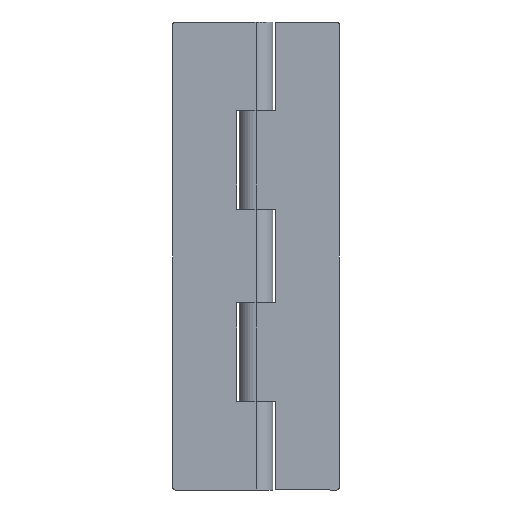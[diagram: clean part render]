
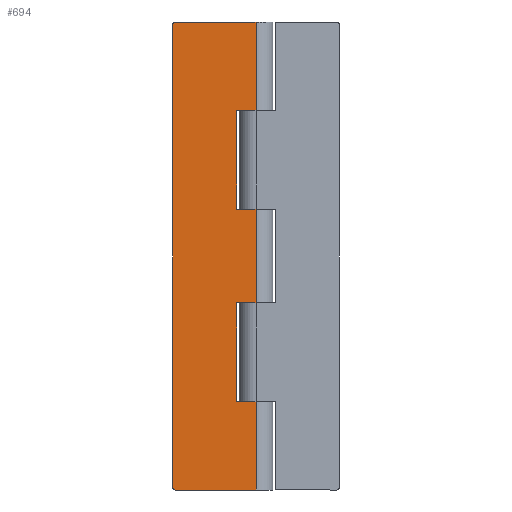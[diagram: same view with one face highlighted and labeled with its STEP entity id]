
A CAD part, front view. The second image highlights one B-rep face of the part: STEP entity #694.
In plain terms, the highlighted planar face has unit normal (0, -1, 0).
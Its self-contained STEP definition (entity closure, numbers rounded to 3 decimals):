
#141 = CARTESIAN_POINT ( 'NONE',  ( 0., -3.25, 28. ) ) ;
#251 = CARTESIAN_POINT ( 'NONE',  ( 0., -3.25, 45. ) ) ;
#295 = DIRECTION ( 'NONE',  ( 0., 0., -1. ) ) ;
#352 = VECTOR ( 'NONE', #295, 1000. ) ;
#372 = CARTESIAN_POINT ( 'NONE',  ( 0., -3.25, 45. ) ) ;
#385 = LINE ( 'NONE', #372, #352 ) ;
#517 = EDGE_CURVE ( 'NONE', #750, #607, #1360, .T. ) ;
#518 = ORIENTED_EDGE ( 'NONE', *, *, #595, .T. ) ;
#539 = VERTEX_POINT ( 'NONE', #1215 ) ;
#542 = EDGE_CURVE ( 'NONE', #588, #982, #1297, .T. ) ;
#543 = ORIENTED_EDGE ( 'NONE', *, *, #571, .T. ) ;
#544 = ORIENTED_EDGE ( 'NONE', *, *, #517, .T. ) ;
#545 = ORIENTED_EDGE ( 'NONE', *, *, #542, .T. ) ;
#546 = EDGE_CURVE ( 'NONE', #812, #587, #1416, .T. ) ;
#568 = EDGE_CURVE ( 'NONE', #539, #815, #1257, .T. ) ;
#571 = EDGE_CURVE ( 'NONE', #776, #649, #1387, .T. ) ;
#587 = VERTEX_POINT ( 'NONE', #1363 ) ;
#588 = VERTEX_POINT ( 'NONE', #1228 ) ;
#591 = ORIENTED_EDGE ( 'NONE', *, *, #596, .T. ) ;
#592 = EDGE_CURVE ( 'NONE', #607, #539, #1223, .T. ) ;
#593 = ORIENTED_EDGE ( 'NONE', *, *, #1086, .F. ) ;
#594 = ORIENTED_EDGE ( 'NONE', *, *, #592, .T. ) ;
#595 = EDGE_CURVE ( 'NONE', #587, #588, #1219, .T. ) ;
#596 = EDGE_CURVE ( 'NONE', #820, #823, #1411, .T. ) ;
#597 = ORIENTED_EDGE ( 'NONE', *, *, #822, .T. ) ;
#601 = ORIENTED_EDGE ( 'NONE', *, *, #648, .T. ) ;
#604 = ORIENTED_EDGE ( 'NONE', *, *, #752, .F. ) ;
#605 = ORIENTED_EDGE ( 'NONE', *, *, #814, .F. ) ;
#606 = ORIENTED_EDGE ( 'NONE', *, *, #546, .T. ) ;
#607 = VERTEX_POINT ( 'NONE', #1398 ) ;
#613 = ORIENTED_EDGE ( 'NONE', *, *, #568, .T. ) ;
#648 = EDGE_CURVE ( 'NONE', #649, #650, #1308, .T. ) ;
#649 = VERTEX_POINT ( 'NONE', #1304 ) ;
#650 = VERTEX_POINT ( 'NONE', #1303 ) ;
#694 = ADVANCED_FACE ( 'NONE', ( #1492 ), #1498, .F. ) ;
#750 = VERTEX_POINT ( 'NONE', #1584 ) ;
#752 = EDGE_CURVE ( 'NONE', #750, #650, #1559, .T. ) ;
#776 = VERTEX_POINT ( 'NONE', #1631 ) ;
#792 = EDGE_CURVE ( 'NONE', #820, #1084, #1661, .T. ) ;
#812 = VERTEX_POINT ( 'NONE', #1747 ) ;
#814 = EDGE_CURVE ( 'NONE', #812, #815, #1739, .T. ) ;
#815 = VERTEX_POINT ( 'NONE', #1688 ) ;
#820 = VERTEX_POINT ( 'NONE', #1686 ) ;
#822 = EDGE_CURVE ( 'NONE', #823, #776, #1767, .T. ) ;
#823 = VERTEX_POINT ( 'NONE', #1778 ) ;
#830 = EDGE_LOOP ( 'NONE', ( #899, #591, #597, #543, #601, #604, #544, #594, #613, #605, #606, #518, #545, #593 ) ) ;
#899 = ORIENTED_EDGE ( 'NONE', *, *, #792, .F. ) ;
#982 = VERTEX_POINT ( 'NONE', #141 ) ;
#1084 = VERTEX_POINT ( 'NONE', #251 ) ;
#1086 = EDGE_CURVE ( 'NONE', #1084, #982, #385, .T. ) ;
#1215 = CARTESIAN_POINT ( 'NONE',  ( -3.7, -3.25, -9. ) ) ;
#1219 = LINE ( 'NONE', #1414, #1413 ) ;
#1220 = DIRECTION ( 'NONE',  ( 0., 0., 1. ) ) ;
#1221 = VECTOR ( 'NONE', #1220, 1000. ) ;
#1222 = CARTESIAN_POINT ( 'NONE',  ( -3.7, -3.25, 45. ) ) ;
#1223 = LINE ( 'NONE', #1222, #1221 ) ;
#1228 = CARTESIAN_POINT ( 'NONE',  ( -3.7, -3.25, 28. ) ) ;
#1232 = DIRECTION ( 'NONE',  ( -1., 0., 0. ) ) ;
#1233 = VECTOR ( 'NONE', #1232, 1000. ) ;
#1234 = VECTOR ( 'NONE', #1256, 1000. ) ;
#1256 = DIRECTION ( 'NONE',  ( -1., 0., 0. ) ) ;
#1257 = LINE ( 'NONE', #1340, #1339 ) ;
#1295 = VECTOR ( 'NONE', #1417, 1000. ) ;
#1296 = CARTESIAN_POINT ( 'NONE',  ( 0., -3.25, 28. ) ) ;
#1297 = LINE ( 'NONE', #1296, #1295 ) ;
#1303 = CARTESIAN_POINT ( 'NONE',  ( 0., -3.25, -45. ) ) ;
#1304 = CARTESIAN_POINT ( 'NONE',  ( -15.5, -3.25, -45. ) ) ;
#1305 = DIRECTION ( 'NONE',  ( 1., 0., 0. ) ) ;
#1306 = VECTOR ( 'NONE', #1305, 1000. ) ;
#1307 = CARTESIAN_POINT ( 'NONE',  ( 0., -3.25, -45. ) ) ;
#1308 = LINE ( 'NONE', #1307, #1306 ) ;
#1338 = DIRECTION ( 'NONE',  ( 1., 0., 0. ) ) ;
#1339 = VECTOR ( 'NONE', #1338, 1000. ) ;
#1340 = CARTESIAN_POINT ( 'NONE',  ( 0., -3.25, -9. ) ) ;
#1359 = CARTESIAN_POINT ( 'NONE',  ( 0., -3.25, -28. ) ) ;
#1360 = LINE ( 'NONE', #1359, #1234 ) ;
#1363 = CARTESIAN_POINT ( 'NONE',  ( -3.7, -3.25, 9. ) ) ;
#1383 = DIRECTION ( 'NONE',  ( -1., 0., 0. ) ) ;
#1384 = DIRECTION ( 'NONE',  ( 0., -1., 0. ) ) ;
#1385 = CARTESIAN_POINT ( 'NONE',  ( -15.5, -3.25, -44.5 ) ) ;
#1386 = AXIS2_PLACEMENT_3D ( 'NONE', #1385, #1384, #1383 ) ;
#1387 = CIRCLE ( 'NONE', #1386, 0.5 ) ;
#1398 = CARTESIAN_POINT ( 'NONE',  ( -3.7, -3.25, -28. ) ) ;
#1407 = DIRECTION ( 'NONE',  ( -1., 0., 0. ) ) ;
#1408 = DIRECTION ( 'NONE',  ( 0., -1., 0. ) ) ;
#1409 = CARTESIAN_POINT ( 'NONE',  ( -15.5, -3.25, 44.5 ) ) ;
#1410 = AXIS2_PLACEMENT_3D ( 'NONE', #1409, #1408, #1407 ) ;
#1411 = CIRCLE ( 'NONE', #1410, 0.5 ) ;
#1412 = DIRECTION ( 'NONE',  ( 0., 0., 1. ) ) ;
#1413 = VECTOR ( 'NONE', #1412, 1000. ) ;
#1414 = CARTESIAN_POINT ( 'NONE',  ( -3.7, -3.25, 45. ) ) ;
#1415 = CARTESIAN_POINT ( 'NONE',  ( 0., -3.25, 9. ) ) ;
#1416 = LINE ( 'NONE', #1415, #1233 ) ;
#1417 = DIRECTION ( 'NONE',  ( 1., 0., 0. ) ) ;
#1485 = DIRECTION ( 'NONE',  ( -1., 0., 0. ) ) ;
#1486 = DIRECTION ( 'NONE',  ( 0., 1., 0. ) ) ;
#1492 = FACE_OUTER_BOUND ( 'NONE', #830, .T. ) ;
#1498 = PLANE ( 'NONE',  #1512 ) ;
#1511 = CARTESIAN_POINT ( 'NONE',  ( 0., -3.25, 45. ) ) ;
#1512 = AXIS2_PLACEMENT_3D ( 'NONE', #1511, #1486, #1485 ) ;
#1558 = CARTESIAN_POINT ( 'NONE',  ( 0., -3.25, 45. ) ) ;
#1559 = LINE ( 'NONE', #1558, #1589 ) ;
#1584 = CARTESIAN_POINT ( 'NONE',  ( 0., -3.25, -28. ) ) ;
#1588 = DIRECTION ( 'NONE',  ( 0., 0., -1. ) ) ;
#1589 = VECTOR ( 'NONE', #1588, 1000. ) ;
#1631 = CARTESIAN_POINT ( 'NONE',  ( -16., -3.25, -44.5 ) ) ;
#1661 = LINE ( 'NONE', #1679, #1665 ) ;
#1665 = VECTOR ( 'NONE', #1680, 1000. ) ;
#1679 = CARTESIAN_POINT ( 'NONE',  ( 0., -3.25, 45. ) ) ;
#1680 = DIRECTION ( 'NONE',  ( 1., 0., 0. ) ) ;
#1681 = VECTOR ( 'NONE', #1689, 1000. ) ;
#1686 = CARTESIAN_POINT ( 'NONE',  ( -15.5, -3.25, 45. ) ) ;
#1688 = CARTESIAN_POINT ( 'NONE',  ( 0., -3.25, -9. ) ) ;
#1689 = DIRECTION ( 'NONE',  ( 0., 0., -1. ) ) ;
#1738 = CARTESIAN_POINT ( 'NONE',  ( 0., -3.25, 45. ) ) ;
#1739 = LINE ( 'NONE', #1738, #1681 ) ;
#1747 = CARTESIAN_POINT ( 'NONE',  ( 0., -3.25, 9. ) ) ;
#1765 = VECTOR ( 'NONE', #1779, 1000. ) ;
#1766 = CARTESIAN_POINT ( 'NONE',  ( -16., -3.25, 45. ) ) ;
#1767 = LINE ( 'NONE', #1766, #1765 ) ;
#1778 = CARTESIAN_POINT ( 'NONE',  ( -16., -3.25, 44.5 ) ) ;
#1779 = DIRECTION ( 'NONE',  ( 0., 0., -1. ) ) ;
